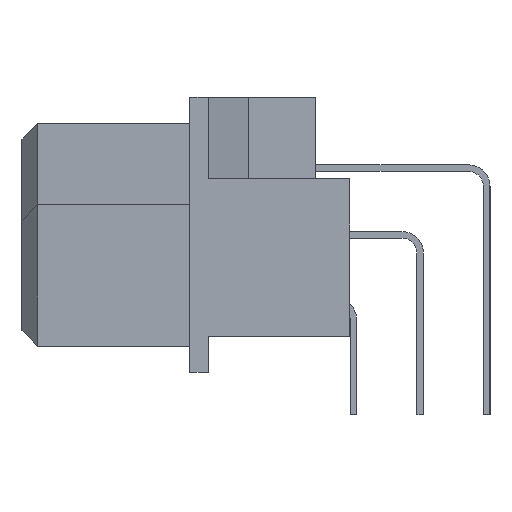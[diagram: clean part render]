
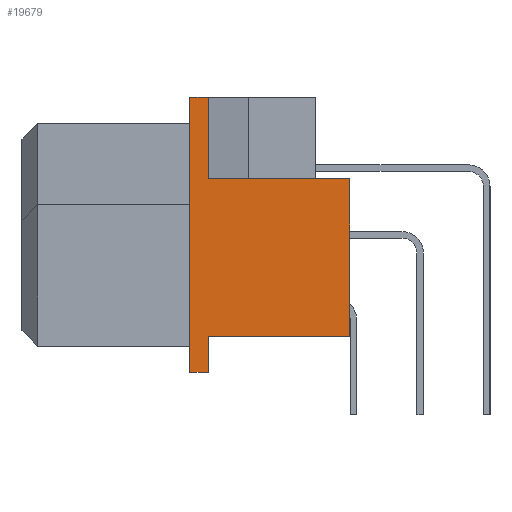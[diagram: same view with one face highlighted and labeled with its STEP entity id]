
A CAD part, left-side view. The second image highlights one B-rep face of the part: STEP entity #19679.
In plain terms, the highlighted planar face has unit normal (-1, 0, 0).
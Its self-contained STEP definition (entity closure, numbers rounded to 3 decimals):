
#1=DIRECTION('',(0.,0.,1.));
#2=VECTOR('',#1,1.38);
#3=CARTESIAN_POINT('',(-1.73,8.673,-13.448));
#4=LINE('2648',#3,#2);
#17=DIRECTION('',(0.,0.,-1.));
#18=VECTOR('',#17,3.12);
#19=CARTESIAN_POINT('',(-1.73,8.673,-2.948));
#20=LINE('2663',#19,#18);
#21=DIRECTION('',(0.,1.,0.));
#22=VECTOR('',#21,5.4);
#23=CARTESIAN_POINT('',(-1.73,3.273,-12.068));
#24=LINE('2624',#23,#22);
#25=DIRECTION('',(0.,1.,0.));
#26=VECTOR('',#25,0.7);
#27=CARTESIAN_POINT('',(-1.73,8.673,-13.448));
#28=LINE('1409',#27,#26);
#29=DIRECTION('',(0.,-1.,0.));
#30=VECTOR('',#29,0.7);
#31=CARTESIAN_POINT('',(-1.73,9.373,-2.948));
#32=LINE('1425',#31,#30);
#53=DIRECTION('',(0.,-1.,0.));
#54=VECTOR('',#53,5.4);
#55=CARTESIAN_POINT('',(-1.73,8.673,-6.068));
#56=LINE('2668',#55,#54);
#1729=DIRECTION('',(0.,0.,1.));
#1730=VECTOR('',#1729,6.);
#1731=CARTESIAN_POINT('',(-1.73,3.273,
-12.068));
#1732=LINE('2670',#1731,#1730);
#1949=DIRECTION('',(0.,0.,1.));
#1950=VECTOR('',#1949,10.5);
#1951=CARTESIAN_POINT('',(-1.73,9.373,
-13.448));
#1952=LINE('1405',#1951,#1950);
#14834=CARTESIAN_POINT('',(-1.73,8.673,
-13.448));
#14836=VERTEX_POINT('',#14834);
#14837=CARTESIAN_POINT('',(-1.73,9.373,
-13.448));
#14838=CARTESIAN_POINT('',(-1.73,9.373,
-2.948));
#14839=VERTEX_POINT('',#14837);
#14840=VERTEX_POINT('',#14838);
#14867=CARTESIAN_POINT('',(-1.73,8.673,
-2.948));
#14868=VERTEX_POINT('',#14867);
#16461=CARTESIAN_POINT('',(-1.73,3.273,
-12.068));
#16462=CARTESIAN_POINT('',(-1.73,8.673,
-12.068));
#16463=VERTEX_POINT('',#16461);
#16464=VERTEX_POINT('',#16462);
#16513=CARTESIAN_POINT('',(-1.73,3.273,
-6.068));
#16514=VERTEX_POINT('',#16513);
#16537=CARTESIAN_POINT('',(-1.73,8.673,
-6.068));
#16538=VERTEX_POINT('',#16537);
#19657=CARTESIAN_POINT('',(-1.73,8.673,
-13.448));
#19658=DIRECTION('',(-1.,0.,0.));
#19659=DIRECTION('',(0.,0.,1.));
#19660=AXIS2_PLACEMENT_3D('',#19657,#19658,#19659);
#19661=PLANE('4',#19660);
#19663=ORIENTED_EDGE('2663',*,*,#19662,.T.);
#19665=ORIENTED_EDGE('2668',*,*,#19664,.T.);
#19667=ORIENTED_EDGE('2670',*,*,#19666,.F.);
#19669=ORIENTED_EDGE('2624',*,*,#19668,.T.);
#19670=ORIENTED_EDGE('2648',*,*,#19646,.F.);
#19672=ORIENTED_EDGE('1409',*,*,#19671,.T.);
#19674=ORIENTED_EDGE('1405',*,*,#19673,.T.);
#19676=ORIENTED_EDGE('1425',*,*,#19675,.T.);
#19677=EDGE_LOOP('4',(#19663,#19665,#19667,#19669,#19670,#19672,#19674,#19676));
#19678=FACE_OUTER_BOUND('4',#19677,.F.);
#19679=ADVANCED_FACE('4',(#19678),#19661,.T.);
#19646=EDGE_CURVE('2648',#14836,#16464,#4,.T.);
#19662=EDGE_CURVE('2663',#14868,#16538,#20,.T.);
#19664=EDGE_CURVE('2668',#16538,#16514,#56,.T.);
#19666=EDGE_CURVE('2670',#16463,#16514,#1732,.T.);
#19668=EDGE_CURVE('2624',#16463,#16464,#24,.T.);
#19671=EDGE_CURVE('1409',#14836,#14839,#28,.T.);
#19673=EDGE_CURVE('1405',#14839,#14840,#1952,.T.);
#19675=EDGE_CURVE('1425',#14840,#14868,#32,.T.);
